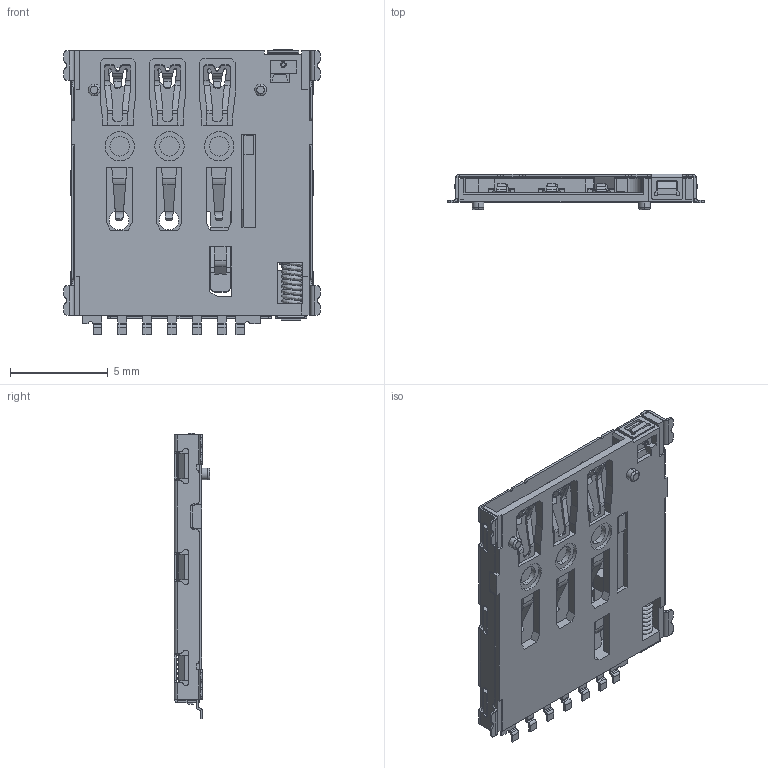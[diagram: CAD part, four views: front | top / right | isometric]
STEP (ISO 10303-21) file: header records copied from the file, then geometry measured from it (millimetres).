
FILE_DESCRIPTION (( 'STEP AP214' ), '1' );
FILE_NAME ('SIM8066-6-1-14-01-A.STEP', '2021-09-22T08:56:55', ( '' ), ( '' ), 'SwSTEP 2.0', 'SolidWorks 2017', '' );
FILE_SCHEMA (( 'AUTOMOTIVE_DESIGN' ));
Length unit declared in the file: millimetre
Products named in the file (1): SIM8066-6-1-14-01-A
Bounding box: 13.09 x 1.81 x 14.58 mm (x, y, z)
Volume: 106.4 mm3; surface area: 874 mm2
Topology: 18 solids, 18 shells, 1093 faces, 3045 edges, 1973 vertices
Faces by surface type: plane 680, cylinder 375, bspline 19, torus 16, cone 3
Entity records: 38917 total; most frequent: CARTESIAN_POINT 10709, ORIENTED_EDGE 6090, DIRECTION 5612, EDGE_CURVE 3045, VECTOR 2116, LINE 2116, VERTEX_POINT 1973, AXIS2_PLACEMENT_3D 1748
